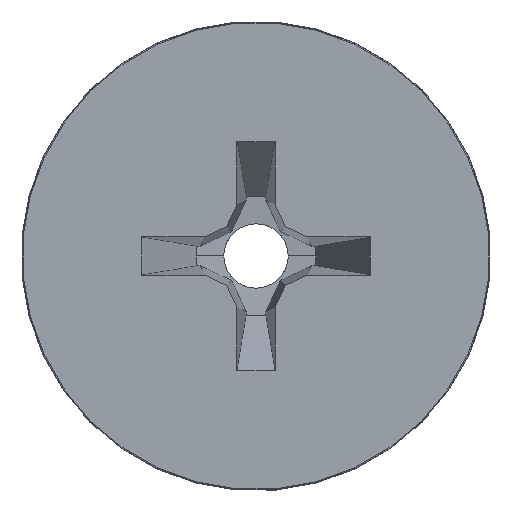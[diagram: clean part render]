
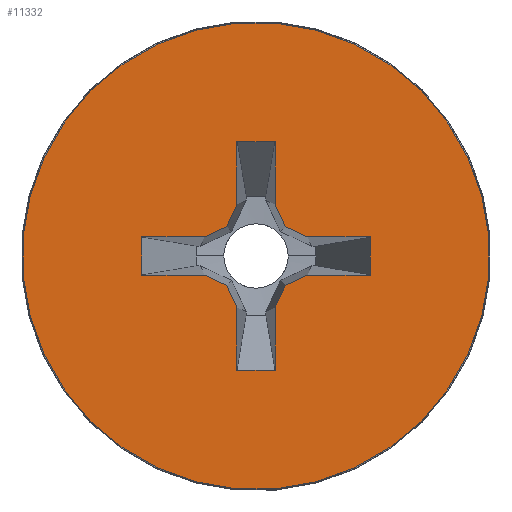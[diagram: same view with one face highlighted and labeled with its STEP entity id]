
A CAD part, left-side view. The second image highlights one B-rep face of the part: STEP entity #11332.
In plain terms, the highlighted planar face has unit normal (-1, 0, 0).
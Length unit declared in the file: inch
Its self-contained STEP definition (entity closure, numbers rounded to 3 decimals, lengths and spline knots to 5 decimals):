
#5845=CARTESIAN_POINT('',(0.,0.,0.));
#5846=DIRECTION('',(-1.,0.,0.));
#5847=DIRECTION('',(0.,1.,0.));
#5848=AXIS2_PLACEMENT_3D('',#5845,#5846,#5847);
#5850=CARTESIAN_POINT('',(0.,0.,0.));
#5851=DIRECTION('',(1.,0.,0.));
#5852=DIRECTION('',(0.,1.,0.));
#5853=AXIS2_PLACEMENT_3D('',#5850,#5851,#5852);
#5855=DIRECTION('',(0.,-0.707,-0.707));
#5856=VECTOR('',#5855,0.03733);
#5857=CARTESIAN_POINT('',(0.,0.0924,-0.066));
#5858=LINE('',#5857,#5856);
#5859=DIRECTION('',(0.,0.707,-0.707));
#5860=VECTOR('',#5859,0.06165);
#5861=CARTESIAN_POINT('',(0.,0.0224,-0.0488));
#5862=LINE('',#5861,#5860);
#5863=DIRECTION('',(0.,0.94,-0.342));
#5864=VECTOR('',#5863,0.02384);
#5865=CARTESIAN_POINT('',(0.,0.,-0.04065));
#5866=LINE('',#5865,#5864);
#5867=DIRECTION('',(0.,0.94,0.342));
#5868=VECTOR('',#5867,0.02384);
#5869=CARTESIAN_POINT('',(0.,-0.0224,-0.0488));
#5870=LINE('',#5869,#5868);
#5871=DIRECTION('',(0.,-0.707,-0.707));
#5872=VECTOR('',#5871,0.06165);
#5873=CARTESIAN_POINT('',(0.,-0.0224,-0.0488));
#5874=LINE('',#5873,#5872);
#5875=DIRECTION('',(0.,0.707,-0.707));
#5876=VECTOR('',#5875,0.03733);
#5877=CARTESIAN_POINT('',(0.,-0.0924,-0.066));
#5878=LINE('',#5877,#5876);
#5879=DIRECTION('',(0.,-0.707,-0.707));
#5880=VECTOR('',#5879,0.06165);
#5881=CARTESIAN_POINT('',(0.,-0.0488,-0.0224));
#5882=LINE('',#5881,#5880);
#5883=DIRECTION('',(0.,-0.342,-0.94));
#5884=VECTOR('',#5883,0.02384);
#5885=CARTESIAN_POINT('',(0.,-0.04065,0.));
#5886=LINE('',#5885,#5884);
#5887=DIRECTION('',(0.,0.342,-0.94));
#5888=VECTOR('',#5887,0.02384);
#5889=CARTESIAN_POINT('',(0.,-0.0488,0.0224));
#5890=LINE('',#5889,#5888);
#5891=DIRECTION('',(0.,0.707,-0.707));
#5892=VECTOR('',#5891,0.06165);
#5893=CARTESIAN_POINT('',(0.,-0.0924,0.066));
#5894=LINE('',#5893,#5892);
#5895=DIRECTION('',(0.,-0.707,-0.707));
#5896=VECTOR('',#5895,0.03733);
#5897=CARTESIAN_POINT('',(0.,-0.066,0.0924));
#5898=LINE('',#5897,#5896);
#5899=DIRECTION('',(0.,0.707,-0.707));
#5900=VECTOR('',#5899,0.06165);
#5901=CARTESIAN_POINT('',(0.,-0.066,0.0924));
#5902=LINE('',#5901,#5900);
#5903=DIRECTION('',(0.,-0.94,0.342));
#5904=VECTOR('',#5903,0.02384);
#5905=CARTESIAN_POINT('',(0.,0.,0.04065));
#5906=LINE('',#5905,#5904);
#5907=DIRECTION('',(0.,-0.94,-0.342));
#5908=VECTOR('',#5907,0.02384);
#5909=CARTESIAN_POINT('',(0.,0.0224,0.0488));
#5910=LINE('',#5909,#5908);
#5911=DIRECTION('',(0.,-0.707,-0.707));
#5912=VECTOR('',#5911,0.06165);
#5913=CARTESIAN_POINT('',(0.,0.066,0.0924));
#5914=LINE('',#5913,#5912);
#5915=DIRECTION('',(0.,0.707,-0.707));
#5916=VECTOR('',#5915,0.03733);
#5917=CARTESIAN_POINT('',(0.,0.066,0.0924));
#5918=LINE('',#5917,#5916);
#5919=DIRECTION('',(0.,-0.707,-0.707));
#5920=VECTOR('',#5919,0.06165);
#5921=CARTESIAN_POINT('',(0.,0.0924,0.066));
#5922=LINE('',#5921,#5920);
#5923=DIRECTION('',(0.,0.342,0.94));
#5924=VECTOR('',#5923,0.02384);
#5925=CARTESIAN_POINT('',(0.,0.04065,0.));
#5926=LINE('',#5925,#5924);
#5927=DIRECTION('',(0.,-0.342,0.94));
#5928=VECTOR('',#5927,0.02384);
#5929=CARTESIAN_POINT('',(0.,0.0488,-0.0224));
#5930=LINE('',#5929,#5928);
#5931=DIRECTION('',(0.,0.707,-0.707));
#5932=VECTOR('',#5931,0.06165);
#5933=CARTESIAN_POINT('',(0.,0.0488,-0.0224));
#5934=LINE('',#5933,#5932);
#6062=CARTESIAN_POINT('',(0.,0.0924,-0.066));
#6063=CARTESIAN_POINT('',(0.,0.066,-0.0924));
#6064=VERTEX_POINT('',#6062);
#6065=VERTEX_POINT('',#6063);
#6066=CARTESIAN_POINT('',(0.,0.0488,-0.0224));
#6067=VERTEX_POINT('',#6066);
#6068=CARTESIAN_POINT('',(0.,0.04065,0.));
#6069=VERTEX_POINT('',#6068);
#6070=CARTESIAN_POINT('',(0.,0.0488,0.0224));
#6071=VERTEX_POINT('',#6070);
#6072=CARTESIAN_POINT('',(0.,0.0924,0.066));
#6073=VERTEX_POINT('',#6072);
#6074=CARTESIAN_POINT('',(0.,0.066,0.0924));
#6075=VERTEX_POINT('',#6074);
#6076=CARTESIAN_POINT('',(0.,0.0224,0.0488));
#6077=VERTEX_POINT('',#6076);
#6078=CARTESIAN_POINT('',(0.,0.,0.04065));
#6079=VERTEX_POINT('',#6078);
#6080=CARTESIAN_POINT('',(0.,-0.0224,0.0488));
#6081=VERTEX_POINT('',#6080);
#6082=CARTESIAN_POINT('',(0.,-0.066,0.0924));
#6083=VERTEX_POINT('',#6082);
#6084=CARTESIAN_POINT('',(0.,-0.0924,0.066));
#6085=VERTEX_POINT('',#6084);
#6086=CARTESIAN_POINT('',(0.,-0.0488,0.0224));
#6087=VERTEX_POINT('',#6086);
#6088=CARTESIAN_POINT('',(0.,-0.04065,0.));
#6089=VERTEX_POINT('',#6088);
#6090=CARTESIAN_POINT('',(0.,-0.0488,-0.0224));
#6091=VERTEX_POINT('',#6090);
#6092=CARTESIAN_POINT('',(0.,-0.0924,-0.066));
#6093=VERTEX_POINT('',#6092);
#6094=CARTESIAN_POINT('',(0.,-0.066,-0.0924));
#6095=VERTEX_POINT('',#6094);
#6096=CARTESIAN_POINT('',(0.,-0.0224,-0.0488));
#6097=VERTEX_POINT('',#6096);
#6098=CARTESIAN_POINT('',(0.,0.,-0.04065));
#6099=VERTEX_POINT('',#6098);
#6100=CARTESIAN_POINT('',(0.,0.0224,-0.0488));
#6101=VERTEX_POINT('',#6100);
#6141=CARTESIAN_POINT('',(0.,0.22875,0.));
#6142=VERTEX_POINT('',#6141);
#6143=CARTESIAN_POINT('',(0.,-0.22875,0.));
#6144=VERTEX_POINT('',#6143);
#11299=CARTESIAN_POINT('',(0.,0.,0.));
#11300=DIRECTION('',(1.,0.,0.));
#11301=DIRECTION('',(0.,-1.,0.));
#11302=AXIS2_PLACEMENT_3D('',#11299,#11300,#11301);
#11303=PLANE('',#11302);
#11305=ORIENTED_EDGE('',*,*,#11304,.F.);
#11307=ORIENTED_EDGE('',*,*,#11306,.T.);
#11308=EDGE_LOOP('',(#11305,#11307));
#11309=FACE_OUTER_BOUND('',#11308,.F.);
#11310=ORIENTED_EDGE('',*,*,#11120,.T.);
#11311=ORIENTED_EDGE('',*,*,#11134,.F.);
#11312=ORIENTED_EDGE('',*,*,#11160,.F.);
#11313=ORIENTED_EDGE('',*,*,#11186,.F.);
#11314=ORIENTED_EDGE('',*,*,#11200,.T.);
#11315=ORIENTED_EDGE('',*,*,#11214,.F.);
#11316=ORIENTED_EDGE('',*,*,#11228,.F.);
#11317=ORIENTED_EDGE('',*,*,#11254,.F.);
#11318=ORIENTED_EDGE('',*,*,#11280,.F.);
#11319=ORIENTED_EDGE('',*,*,#11293,.F.);
#11320=ORIENTED_EDGE('',*,*,#10929,.F.);
#11321=ORIENTED_EDGE('',*,*,#10945,.T.);
#11322=ORIENTED_EDGE('',*,*,#10971,.F.);
#11323=ORIENTED_EDGE('',*,*,#10997,.F.);
#11324=ORIENTED_EDGE('',*,*,#11011,.F.);
#11325=ORIENTED_EDGE('',*,*,#11025,.T.);
#11326=ORIENTED_EDGE('',*,*,#11039,.T.);
#11327=ORIENTED_EDGE('',*,*,#11065,.F.);
#11328=ORIENTED_EDGE('',*,*,#11091,.F.);
#11329=ORIENTED_EDGE('',*,*,#11105,.T.);
#11330=EDGE_LOOP('',(#11310,#11311,#11312,#11313,#11314,#11315,#11316,#11317,
#11318,#11319,#11320,#11321,#11322,#11323,#11324,#11325,#11326,#11327,#11328,
#11329));
#11331=FACE_BOUND('',#11330,.F.);
#5849=CIRCLE('',#5848,0.22875);
#5854=CIRCLE('',#5853,0.22875);
#10929=EDGE_CURVE('',#6083,#6085,#5898,.T.);
#10945=EDGE_CURVE('',#6083,#6081,#5902,.T.);
#10971=EDGE_CURVE('',#6079,#6081,#5906,.T.);
#10997=EDGE_CURVE('',#6077,#6079,#5910,.T.);
#11011=EDGE_CURVE('',#6075,#6077,#5914,.T.);
#11025=EDGE_CURVE('',#6075,#6073,#5918,.T.);
#11039=EDGE_CURVE('',#6073,#6071,#5922,.T.);
#11065=EDGE_CURVE('',#6069,#6071,#5926,.T.);
#11091=EDGE_CURVE('',#6067,#6069,#5930,.T.);
#11105=EDGE_CURVE('',#6067,#6064,#5934,.T.);
#11120=EDGE_CURVE('',#6064,#6065,#5858,.T.);
#11134=EDGE_CURVE('',#6101,#6065,#5862,.T.);
#11160=EDGE_CURVE('',#6099,#6101,#5866,.T.);
#11186=EDGE_CURVE('',#6097,#6099,#5870,.T.);
#11200=EDGE_CURVE('',#6097,#6095,#5874,.T.);
#11214=EDGE_CURVE('',#6093,#6095,#5878,.T.);
#11228=EDGE_CURVE('',#6091,#6093,#5882,.T.);
#11254=EDGE_CURVE('',#6089,#6091,#5886,.T.);
#11280=EDGE_CURVE('',#6087,#6089,#5890,.T.);
#11293=EDGE_CURVE('',#6085,#6087,#5894,.T.);
#11304=EDGE_CURVE('',#6142,#6144,#5849,.T.);
#11306=EDGE_CURVE('',#6142,#6144,#5854,.T.);
#11332=ADVANCED_FACE('',(#11309,#11331),#11303,.F.);
